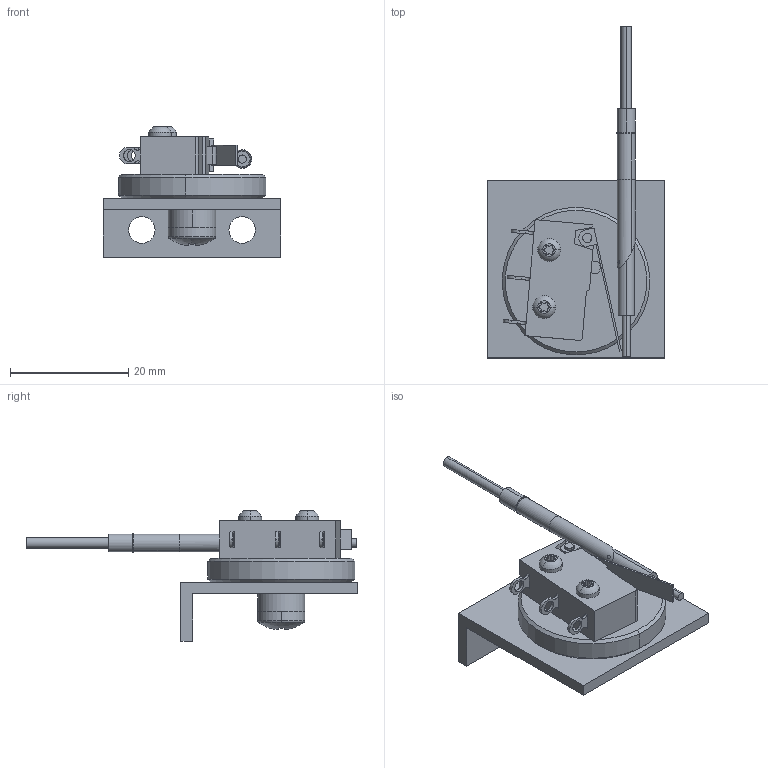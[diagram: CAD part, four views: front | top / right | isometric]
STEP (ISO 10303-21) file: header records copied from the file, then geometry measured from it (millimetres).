
FILE_DESCRIPTION (( 'STEP AP214' ), '1' );
FILE_NAME ('37667~0.STEP', '2019-03-11T09:36:00', ( '' ), ( '' ), 'SwSTEP 2.0', 'SolidWorks 2018', '' );
FILE_SCHEMA (( 'AUTOMOTIVE_DESIGN' ));
Length unit declared in the file: millimetre
Products named in the file (10): 2865~8; 3484~0; 3308~6_f〉 infoblatt<Standard>; ASR~-a-s-r_拱04,2x03x拌8; 1656~4; ISO7380~n_M02,0x008; 3274~0; KS-113-Master~-k-s_KS-113 23; GKS-504-0004_ada~0_S; 37667~0
Assembly tree (10 placements, depth 3):
  37667~0
    KS-113-Master~-k-s_KS-113 23
    GKS-504-0004_ada~0_S
    3308~6_f〉 infoblatt<Standard>
      2865~8
      ASR~-a-s-r_拱04,2x03x拌8
      3274~0
      3484~0
      1656~4
      ISO7380~n_M02,0x008  x2
Bounding box: 30 x 56.2 x 22.05 mm (x, y, z)
Volume: 6023.4 mm3; surface area: 6245.2 mm2
Topology: 10 solids, 10 shells, 328 faces, 834 edges, 537 vertices
Faces by surface type: cylinder 149, plane 99, cone 70, torus 8, sphere 2
Entity records: 10311 total; most frequent: DIRECTION 1755, CARTESIAN_POINT 1619, ORIENTED_EDGE 1522, EDGE_CURVE 761, AXIS2_PLACEMENT_3D 695, VERTEX_POINT 491, CIRCLE 382, VECTOR 365
